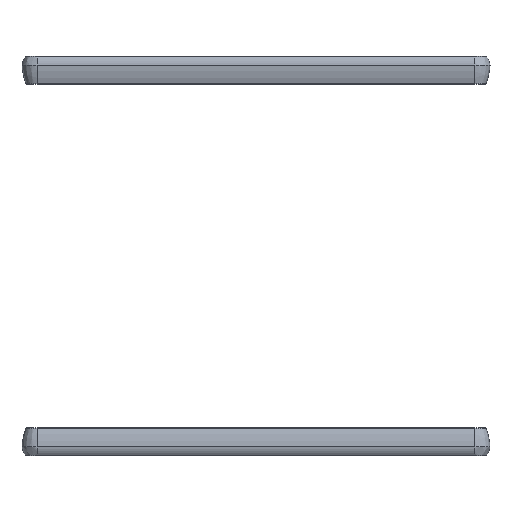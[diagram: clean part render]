
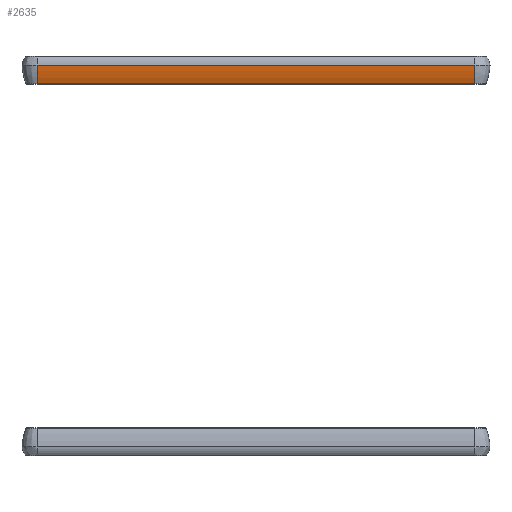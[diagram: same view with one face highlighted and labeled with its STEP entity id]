
A CAD part, front view. The second image highlights one B-rep face of the part: STEP entity #2635.
In plain terms, the highlighted cylindrical face has radius 24 mm (diameter 48 mm), a partial arc.
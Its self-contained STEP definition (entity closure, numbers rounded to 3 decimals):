
#1823 = VERTEX_POINT('',#1824);
#1824 = CARTESIAN_POINT('',(91.75,-66.923,72.159));
#1831 = EDGE_CURVE('',#1823,#1832,#1834,.T.);
#1832 = VERTEX_POINT('',#1833);
#1833 = CARTESIAN_POINT('',(-91.75,-66.923,72.159));
#1834 = LINE('',#1835,#1836);
#1835 = CARTESIAN_POINT('',(91.75,-66.923,72.159));
#1836 = VECTOR('',#1837,1.);
#1837 = DIRECTION('',(-1.,0.,0.));
#2150 = VERTEX_POINT('',#2151);
#2151 = CARTESIAN_POINT('',(-91.75,-68.56,80.));
#2158 = EDGE_CURVE('',#2150,#1832,#2159,.T.);
#2159 = CIRCLE('',#2160,24.);
#2160 = AXIS2_PLACEMENT_3D('',#2161,#2162,#2163);
#2161 = CARTESIAN_POINT('',(-91.75,-44.577,80.916));
#2162 = DIRECTION('',(1.,0.,0.));
#2163 = DIRECTION('',(0.,-0.928,-0.371
    ));
#2478 = VERTEX_POINT('',#2479);
#2479 = CARTESIAN_POINT('',(91.75,-68.56,80.));
#2515 = EDGE_CURVE('',#2478,#2150,#2516,.T.);
#2516 = LINE('',#2517,#2518);
#2517 = CARTESIAN_POINT('',(91.75,-68.56,80.));
#2518 = VECTOR('',#2519,1.);
#2519 = DIRECTION('',(-1.,0.,0.));
#2635 = ADVANCED_FACE('',(#2636),#2648,.T.);
#2636 = FACE_BOUND('',#2637,.T.);
#2637 = EDGE_LOOP('',(#2638,#2639,#2646,#2647));
#2638 = ORIENTED_EDGE('',*,*,#1831,.F.);
#2639 = ORIENTED_EDGE('',*,*,#2640,.F.);
#2640 = EDGE_CURVE('',#2478,#1823,#2641,.T.);
#2641 = CIRCLE('',#2642,24.);
#2642 = AXIS2_PLACEMENT_3D('',#2643,#2644,#2645);
#2643 = CARTESIAN_POINT('',(91.75,-44.577,80.916));
#2644 = DIRECTION('',(1.,0.,0.));
#2645 = DIRECTION('',(0.,-0.928,-0.371
    ));
#2646 = ORIENTED_EDGE('',*,*,#2515,.T.);
#2647 = ORIENTED_EDGE('',*,*,#2158,.T.);
#2648 = CYLINDRICAL_SURFACE('',#2649,24.);
#2649 = AXIS2_PLACEMENT_3D('',#2650,#2651,#2652);
#2650 = CARTESIAN_POINT('',(91.75,-44.577,80.916));
#2651 = DIRECTION('',(-1.,0.,0.));
#2652 = DIRECTION('',(0.,-0.928,-0.371));
